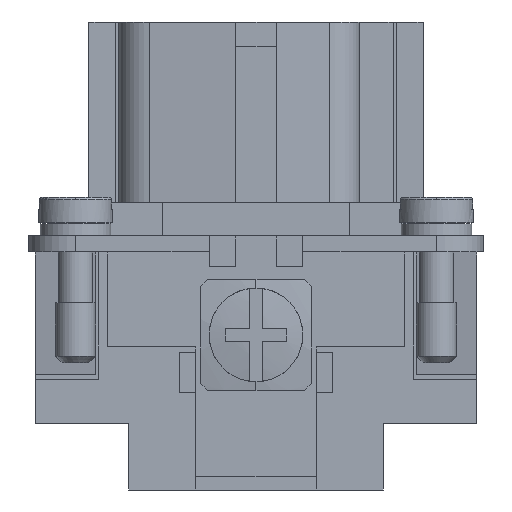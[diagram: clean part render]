
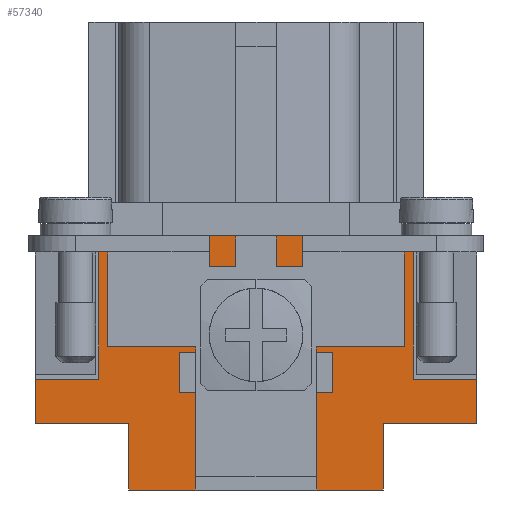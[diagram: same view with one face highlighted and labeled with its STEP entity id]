
A CAD part, left-side view. The second image highlights one B-rep face of the part: STEP entity #57340.
In plain terms, the highlighted planar face has unit normal (-1, 0, 0).
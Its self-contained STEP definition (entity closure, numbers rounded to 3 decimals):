
#40164=CARTESIAN_POINT('',(-31.6,11.75,19.0));
#40165=VERTEX_POINT('',#40164);
#40172=CARTESIAN_POINT('',(-31.6,-11.75,19.0));
#40173=VERTEX_POINT('',#40172);
#40174=CARTESIAN_POINT('',(-31.6,-11.75,19.0));
#40175=DIRECTION('',(0.0,1.0,0.0));
#40176=VECTOR('',#40175,23.5);
#40177=LINE('',#40174,#40176);
#40178=EDGE_CURVE('',#40173,#40165,#40177,.T.);
#45643=CARTESIAN_POINT('',(-31.6,11.75,8.3));
#45644=VERTEX_POINT('',#45643);
#45653=CARTESIAN_POINT('',(-31.6,11.75,19.0));
#45654=DIRECTION('',(0.0,0.0,-1.0));
#45655=VECTOR('',#45654,10.7);
#45656=LINE('',#45653,#45655);
#45657=EDGE_CURVE('',#40165,#45644,#45656,.T.);
#45699=CARTESIAN_POINT('',(-31.6,16.5,8.3));
#45700=VERTEX_POINT('',#45699);
#45701=CARTESIAN_POINT('',(-31.6,11.75,8.3));
#45702=DIRECTION('',(0.0,1.0,0.0));
#45703=VECTOR('',#45702,4.75);
#45704=LINE('',#45701,#45703);
#45705=EDGE_CURVE('',#45644,#45700,#45704,.T.);
#45915=CARTESIAN_POINT('',(-31.6,-11.75,8.3));
#45916=VERTEX_POINT('',#45915);
#45925=CARTESIAN_POINT('',(-31.6,-11.75,8.3));
#45926=DIRECTION('',(0.0,0.0,1.0));
#45927=VECTOR('',#45926,10.7);
#45928=LINE('',#45925,#45927);
#45929=EDGE_CURVE('',#45916,#40173,#45928,.T.);
#45939=CARTESIAN_POINT('',(-31.6,-16.5,8.3));
#45940=VERTEX_POINT('',#45939);
#45941=CARTESIAN_POINT('',(-31.6,-16.5,8.3));
#45942=DIRECTION('',(0.0,1.0,0.0));
#45943=VECTOR('',#45942,4.75);
#45944=LINE('',#45941,#45943);
#45945=EDGE_CURVE('',#45940,#45916,#45944,.T.);
#46013=CARTESIAN_POINT('',(-31.6,16.5,5.0));
#46014=VERTEX_POINT('',#46013);
#46021=CARTESIAN_POINT('',(-31.6,16.5,5.0));
#46022=DIRECTION('',(0.0,0.0,1.0));
#46023=VECTOR('',#46022,3.3);
#46024=LINE('',#46021,#46023);
#46025=EDGE_CURVE('',#46014,#45700,#46024,.T.);
#46134=CARTESIAN_POINT('',(-31.6,-16.5,5.0));
#46135=VERTEX_POINT('',#46134);
#46136=CARTESIAN_POINT('',(-31.6,-16.5,5.0));
#46137=DIRECTION('',(0.0,0.0,1.0));
#46138=VECTOR('',#46137,3.3);
#46139=LINE('',#46136,#46138);
#46140=EDGE_CURVE('',#46135,#45940,#46139,.T.);
#55902=CARTESIAN_POINT('',(-31.6,9.5,0.0));
#55903=VERTEX_POINT('',#55902);
#55910=CARTESIAN_POINT('',(-31.6,9.5,5.0));
#55911=VERTEX_POINT('',#55910);
#55912=CARTESIAN_POINT('',(-31.6,9.5,5.0));
#55913=DIRECTION('',(0.0,0.0,-1.0));
#55914=VECTOR('',#55913,5.0);
#55915=LINE('',#55912,#55914);
#55916=EDGE_CURVE('',#55911,#55903,#55915,.T.);
#55942=CARTESIAN_POINT('',(-31.6,-9.5,5.0));
#55943=VERTEX_POINT('',#55942);
#55950=CARTESIAN_POINT('',(-31.6,-9.5,0.0));
#55951=VERTEX_POINT('',#55950);
#55952=CARTESIAN_POINT('',(-31.6,-9.5,0.0));
#55953=DIRECTION('',(0.0,0.0,1.0));
#55954=VECTOR('',#55953,5.0);
#55955=LINE('',#55952,#55954);
#55956=EDGE_CURVE('',#55951,#55943,#55955,.T.);
#56507=CARTESIAN_POINT('',(-31.6,-9.5,5.0));
#56508=DIRECTION('',(0.0,-1.0,0.0));
#56509=VECTOR('',#56508,7.0);
#56510=LINE('',#56507,#56509);
#56511=EDGE_CURVE('',#55943,#46135,#56510,.T.);
#56563=CARTESIAN_POINT('',(-31.6,16.5,5.0));
#56564=DIRECTION('',(0.0,-1.0,0.0));
#56565=VECTOR('',#56564,7.0);
#56566=LINE('',#56563,#56565);
#56567=EDGE_CURVE('',#46014,#55911,#56566,.T.);
#56579=CARTESIAN_POINT('',(-31.6,-4.55,0.0));
#56580=VERTEX_POINT('',#56579);
#56581=CARTESIAN_POINT('',(-31.6,-9.5,0.0));
#56582=DIRECTION('',(0.0,1.0,0.0));
#56583=VECTOR('',#56582,4.95);
#56584=LINE('',#56581,#56583);
#56585=EDGE_CURVE('',#55951,#56580,#56584,.T.);
#56635=CARTESIAN_POINT('',(-31.6,4.55,0.0));
#56636=VERTEX_POINT('',#56635);
#56643=CARTESIAN_POINT('',(-31.6,4.55,0.0));
#56644=DIRECTION('',(0.0,1.0,0.0));
#56645=VECTOR('',#56644,4.95);
#56646=LINE('',#56643,#56645);
#56647=EDGE_CURVE('',#56636,#55903,#56646,.T.);
#56994=CARTESIAN_POINT('',(-31.6,4.55,3.5));
#56995=VERTEX_POINT('',#56994);
#57002=CARTESIAN_POINT('',(-31.6,4.55,0.0));
#57003=DIRECTION('',(0.0,0.0,1.0));
#57004=VECTOR('',#57003,3.5);
#57005=LINE('',#57002,#57004);
#57006=EDGE_CURVE('',#56636,#56995,#57005,.T.);
#57018=CARTESIAN_POINT('',(-31.6,-4.55,3.5));
#57019=VERTEX_POINT('',#57018);
#57028=CARTESIAN_POINT('',(-31.6,-4.55,3.5));
#57029=DIRECTION('',(0.0,0.0,-1.0));
#57030=VECTOR('',#57029,3.5);
#57031=LINE('',#57028,#57030);
#57032=EDGE_CURVE('',#57019,#56580,#57031,.T.);
#57044=CARTESIAN_POINT('',(-31.6,4.55,3.5));
#57045=DIRECTION('',(0.0,-1.0,0.0));
#57046=VECTOR('',#57045,9.1);
#57047=LINE('',#57044,#57046);
#57048=EDGE_CURVE('',#56995,#57019,#57047,.T.);
#57317=CARTESIAN_POINT('',(-31.6,-16.5,0.0));
#57318=DIRECTION('',(-1.0,0.0,0.0));
#57319=DIRECTION('',(0.0,0.0,1.0));
#57320=AXIS2_PLACEMENT_3D('',#57317,#57318,#57319);
#57321=PLANE('',#57320);
#57322=ORIENTED_EDGE('',*,*,#45705,.T.);
#57323=ORIENTED_EDGE('',*,*,#46025,.F.);
#57324=ORIENTED_EDGE('',*,*,#56567,.T.);
#57325=ORIENTED_EDGE('',*,*,#55916,.T.);
#57326=ORIENTED_EDGE('',*,*,#56647,.F.);
#57327=ORIENTED_EDGE('',*,*,#57006,.T.);
#57328=ORIENTED_EDGE('',*,*,#57048,.T.);
#57329=ORIENTED_EDGE('',*,*,#57032,.T.);
#57330=ORIENTED_EDGE('',*,*,#56585,.F.);
#57331=ORIENTED_EDGE('',*,*,#55956,.T.);
#57332=ORIENTED_EDGE('',*,*,#56511,.T.);
#57333=ORIENTED_EDGE('',*,*,#46140,.T.);
#57334=ORIENTED_EDGE('',*,*,#45945,.T.);
#57335=ORIENTED_EDGE('',*,*,#45929,.T.);
#57336=ORIENTED_EDGE('',*,*,#40178,.T.);
#57337=ORIENTED_EDGE('',*,*,#45657,.T.);
#57338=EDGE_LOOP('',(#57322,#57323,#57324,#57325,#57326,#57327,#57328,#57329,#57330,#57331,#57332,#57333,#57334,#57335,#57336,#57337));
#57339=FACE_OUTER_BOUND('',#57338,.T.);
#57340=ADVANCED_FACE('',(#57339),#57321,.T.);
